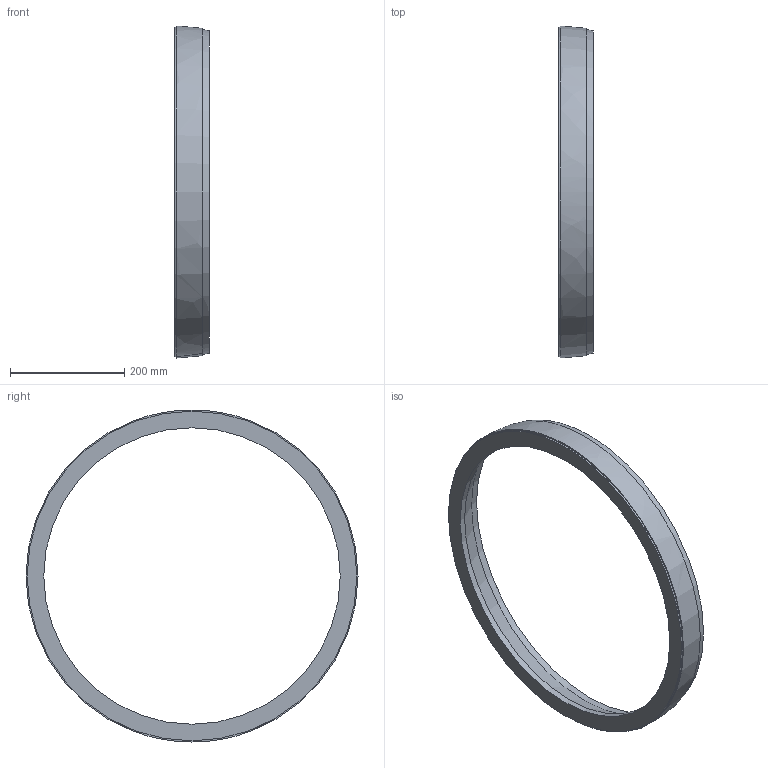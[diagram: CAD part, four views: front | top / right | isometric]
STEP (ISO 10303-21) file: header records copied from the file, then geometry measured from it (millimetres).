
FILE_DESCRIPTION(/* description */ (''),/* implementation_level */ '2;1');
FILE_NAME(/* name */ 'INT-207-02-005.stp',/* time_stamp */ '2022-08-06T22:56:43+05:00',/* author */ ('Дом'),/* organization */ (''),/* preprocessor_version */ 'ST-DEVELOPER v19',/* originating_system */ 'Autodesk Inventor 2023',/* authorisation */ '');
FILE_SCHEMA (('AUTOMOTIVE_DESIGN { 1 0 10303 214 3 1 1 }'));
Length unit declared in the file: millimetre
Products named in the file (1): INT-207-02-005
Bounding box: 61 x 579.97 x 579.97 mm (x, y, z)
Volume: 1693859.5 mm3; surface area: 281583 mm2
Topology: 1 solids, 1 shells, 10 faces, 16 edges, 12 vertices
Faces by surface type: plane 4, sphere 3, cylinder 2, cone 1
Full cylindrical faces by diameter (mm): 518 x1, 559 x1
Entity records: 286 total; most frequent: DIRECTION 51, CARTESIAN_POINT 39, ORIENTED_EDGE 32, AXIS2_PLACEMENT_3D 24, EDGE_LOOP 16, EDGE_CURVE 16, CIRCLE 13, VERTEX_POINT 12
